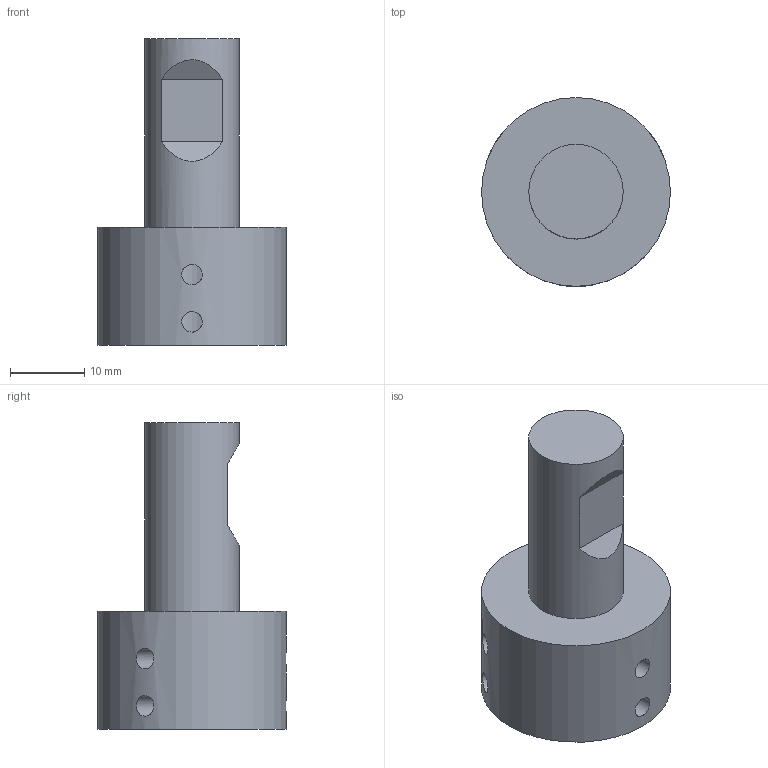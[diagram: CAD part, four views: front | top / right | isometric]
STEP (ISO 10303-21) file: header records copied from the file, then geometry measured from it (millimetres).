
FILE_DESCRIPTION(/* description */ (''),/* implementation_level */ '2;1');
FILE_NAME(/* name */ 'shankTop.5in_v14.step',/* time_stamp */ '2023-03-04T11:19:47-05:00',/* author */ (''),/* organization */ (''),/* preprocessor_version */ 'ST-DEVELOPER v19.2',/* originating_system */ 'Autodesk Translation Framework v11.17.0.187',/* authorisation */ '');
FILE_SCHEMA (('AUTOMOTIVE_DESIGN { 1 0 10303 214 3 1 1 }'));
Length unit declared in the file: inch
Products named in the file (1): shankTop.5in
Bounding box: 25.4 x 25.4 x 41.27 mm (x, y, z)
Volume: 8660.2 mm3; surface area: 4186.9 mm2
Topology: 1 solids, 1 shells, 21 faces, 54 edges, 38 vertices
Faces by surface type: cylinder 11, plane 10
Full cylindrical faces by diameter (mm): 2.769 x6, 12.7 x1, 25.4 x1
Entity records: 899 total; most frequent: CARTESIAN_POINT 324, ORIENTED_EDGE 108, DIRECTION 104, EDGE_CURVE 54, AXIS2_PLACEMENT_3D 40, VERTEX_POINT 38, EDGE_LOOP 36, LINE 24
